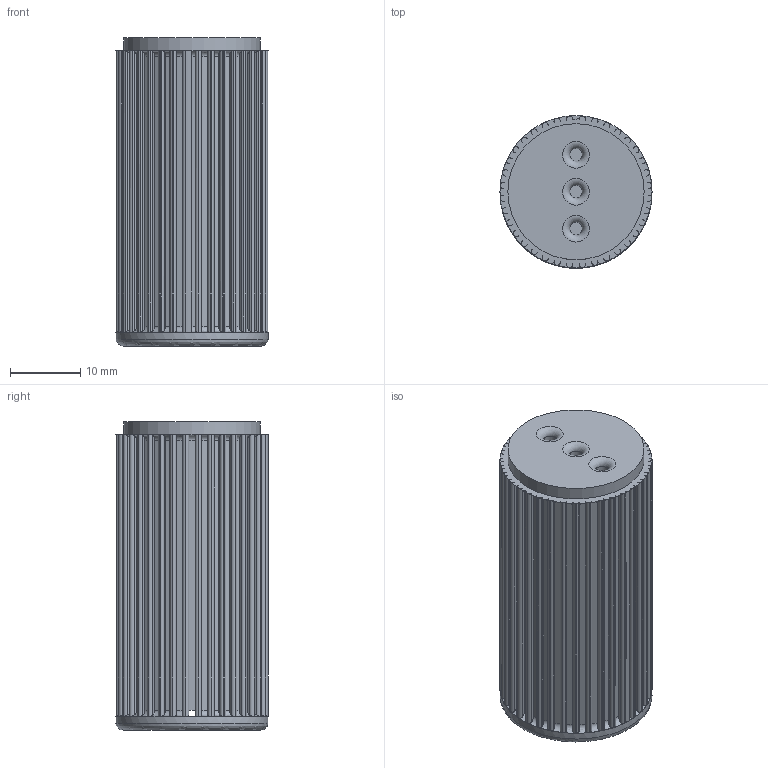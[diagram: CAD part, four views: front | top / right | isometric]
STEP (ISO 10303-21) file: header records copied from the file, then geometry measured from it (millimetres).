
FILE_DESCRIPTION(('HOOPS Exchange Step'),'2;1');
FILE_NAME('temp_export','2024-01-26T23:21:33+19:00',('jscotto'),('Shapr3D Limited'),'HOOPS Exchange 2023.2','Shapr3D','Authorized');
FILE_SCHEMA( ('AUTOMOTIVE_DESIGN { 1 0 10303 214 1 1 1 1 }') );
Length unit declared in the file: millimetre
Products named in the file (1): Bottom
Bounding box: 21.6 x 21.6 x 43.8 mm (x, y, z)
Volume: 14464.4 mm3; surface area: 6720.6 mm2
Topology: 2 solids, 2 shells, 324 faces, 872 edges, 556 vertices
Faces by surface type: cylinder 131, plane 116, extrusion 72, torus 3, bspline 2
Full cylindrical faces by diameter (mm): 1.8 x3, 19.35 x1
Entity records: 14483 total; most frequent: CARTESIAN_POINT 7461, ORIENTED_EDGE 1744, DIRECTION 1059, EDGE_CURVE 872, VERTEX_POINT 556, VECTOR 383, AXIS2_PLACEMENT_3D 338, B_SPLINE_CURVE_WITH_KNOTS 330
